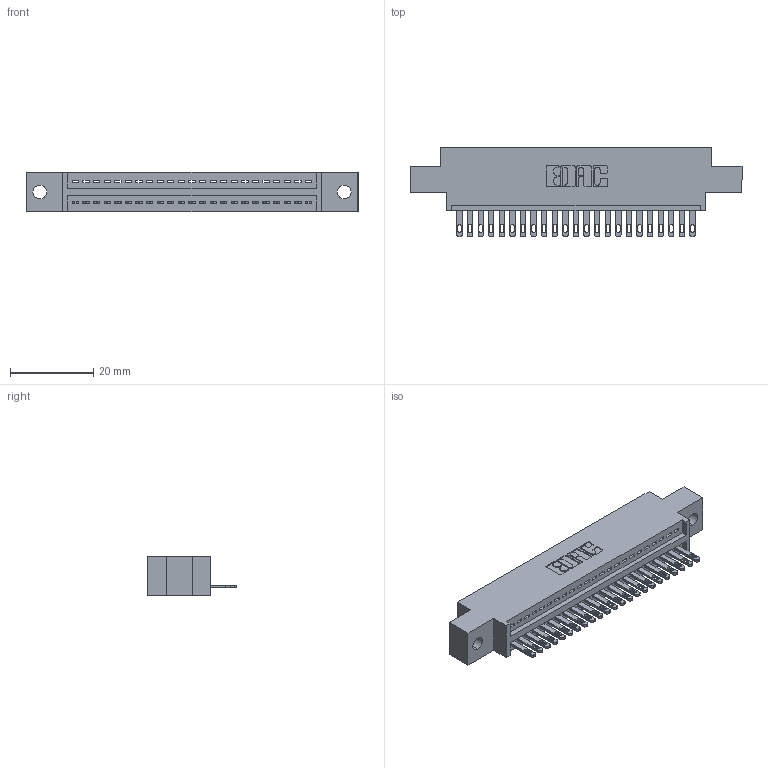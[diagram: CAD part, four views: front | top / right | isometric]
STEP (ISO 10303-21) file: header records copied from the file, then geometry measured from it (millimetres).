
FILE_DESCRIPTION (( 'STEP AP203' ), '1' );
FILE_NAME ('345-023-500-602.STEP', '2019-10-05T01:25:37', ( '' ), ( '' ), 'SwSTEP 2.0', 'SolidWorks 2016', '' );
FILE_SCHEMA (( 'CONFIG_CONTROL_DESIGN' ));
Length unit declared in the file: inch
Products named in the file (3): 345-023-500-602; 345 Part_0.170 Offset - 0.128 Dia; 345-292-001_345-293-100
Assembly tree (24 placements, depth 2):
  345-023-500-602
    345 Part_0.170 Offset - 0.128 Dia
    345-292-001_345-293-100  x23
Bounding box: 79.63 x 21.51 x 9.4 mm (x, y, z)
Volume: 7271.8 mm3; surface area: 9312 mm2
Topology: 24 solids, 24 shells, 1372 faces, 4217 edges, 2810 vertices
Faces by surface type: plane 866, cylinder 506
Entity records: 19933 total; most frequent: CARTESIAN_POINT 3461, ORIENTED_EDGE 3418, DIRECTION 3051, EDGE_CURVE 1709, VECTOR 1481, LINE 1481, VERTEX_POINT 1138, AXIS2_PLACEMENT_3D 785
